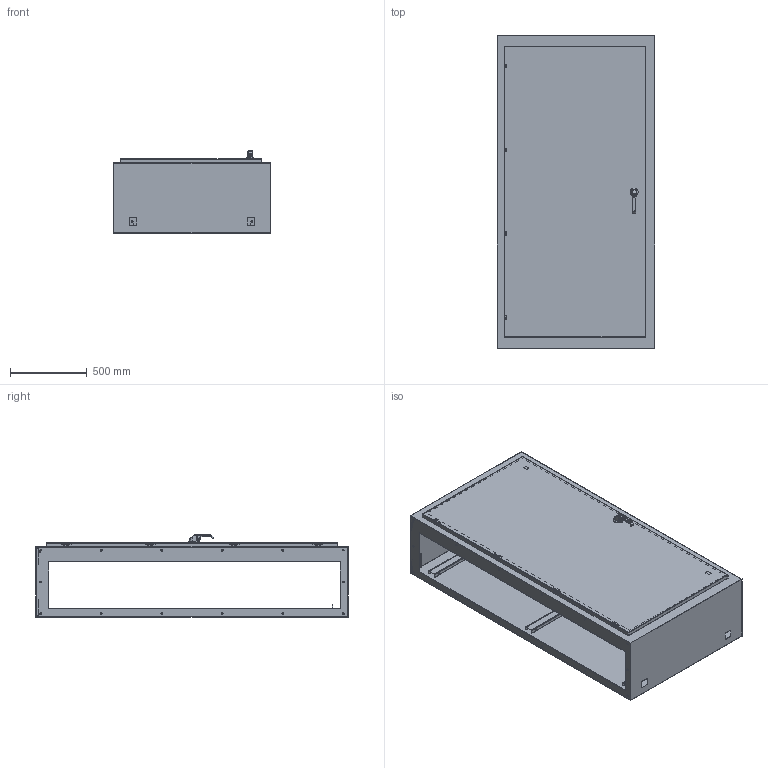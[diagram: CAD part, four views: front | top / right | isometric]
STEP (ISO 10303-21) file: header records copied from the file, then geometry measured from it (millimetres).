
FILE_DESCRIPTION (( 'STEP AP214' ), '1' );
FILE_NAME ('SCE-N80C4018.STEP', '2024-06-18T16:14:06', ( '' ), ( '' ), 'SwSTEP 2.0', 'SolidWorks 2023', '' );
FILE_SCHEMA (( 'AUTOMOTIVE_DESIGN' ));
Length unit declared in the file: inch
Products named in the file (1): SCE-N80C4018
Bounding box: 1022.35 x 2032 x 534.57 mm (x, y, z)
Volume: 17477292.3 mm3; surface area: 13197192.1 mm2
Topology: 25 solids, 29 shells, 3623 faces, 9307 edges, 5746 vertices
Faces by surface type: plane 1489, cylinder 1256, bspline 692, cone 109, torus 77
Full cylindrical faces by diameter (mm): 1.016 x4, 3.978 x4, 4.318 x20, 4.978 x16, 5.016 x2, 5.207 x8, 5.232 x8, 5.537 x4, 6.096 x8, 6.198 x8, 6.35 x8, 9.525 x12, 10.323 x8, 11.112 x12, 11.113 x12, 16 x1, 22 x1
Entity records: 172986 total; most frequent: CARTESIAN_POINT 91352, ORIENTED_EDGE 17844, DIRECTION 15367, EDGE_CURVE 8922, VERTEX_POINT 5640, AXIS2_PLACEMENT_3D 5508, LINE 4351, VECTOR 4351
